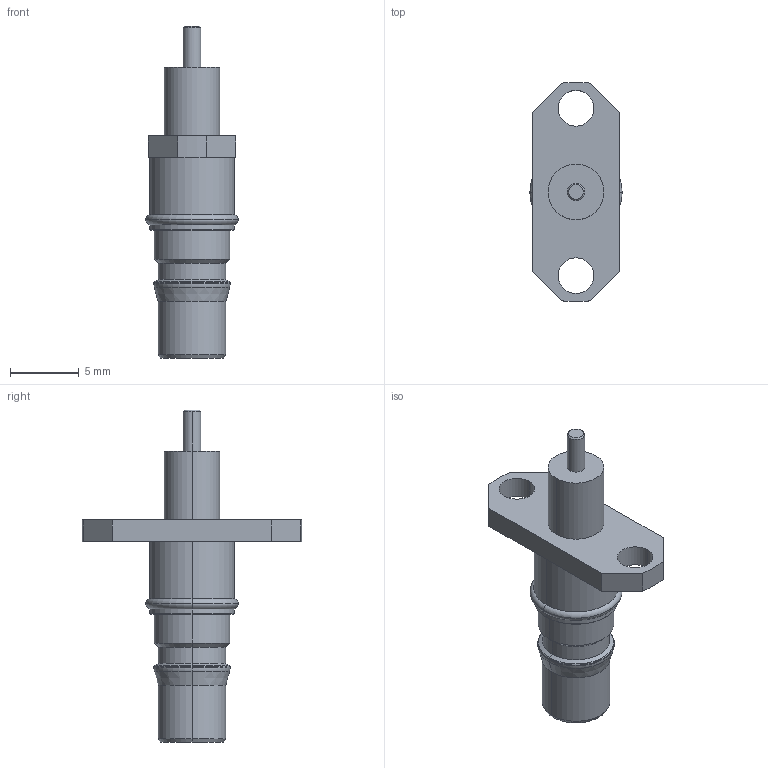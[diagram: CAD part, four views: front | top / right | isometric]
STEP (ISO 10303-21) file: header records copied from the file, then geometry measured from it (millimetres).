
FILE_DESCRIPTION (( 'STEP AP203' ), '1' );
FILE_NAME ('R324.474.L00A.STEP', '2014-11-12T07:58:10', ( '' ), ( '' ), 'SwSTEP 2.0', 'SolidWorks 2014', '' );
FILE_SCHEMA (( 'CONFIG_CONTROL_DESIGN' ));
Length unit declared in the file: metre
Products named in the file (1): R324.474.L00A
Bounding box: 6.72 x 15.98 x 24.2 mm (x, y, z)
Volume: 552.4 mm3; surface area: 585.1 mm2
Topology: 1 solids, 1 shells, 56 faces, 120 edges, 70 vertices
Faces by surface type: cylinder 24, cone 12, plane 12, torus 8
Entity records: 1595 total; most frequent: DIRECTION 300, CARTESIAN_POINT 247, ORIENTED_EDGE 240, AXIS2_PLACEMENT_3D 123, EDGE_CURVE 120, VERTEX_POINT 70, CIRCLE 66, EDGE_LOOP 64
